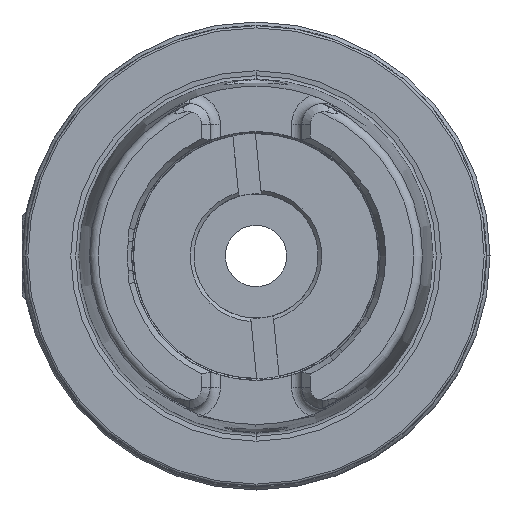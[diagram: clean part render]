
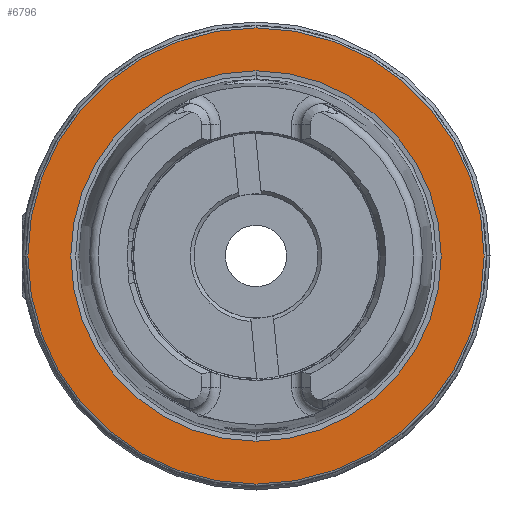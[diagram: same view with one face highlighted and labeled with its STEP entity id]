
A CAD part, left-side view. The second image highlights one B-rep face of the part: STEP entity #6796.
In plain terms, the highlighted planar face has unit normal (-1, 0, 0).
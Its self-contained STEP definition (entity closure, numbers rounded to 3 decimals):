
#54 = CARTESIAN_POINT ( 'NONE',  ( 0., 0., 31.2 ) ) ;
#484 = CARTESIAN_POINT ( 'NONE',  ( 0., 0., 0. ) ) ;
#710 = VERTEX_POINT ( 'NONE', #7477 ) ;
#784 = DIRECTION ( 'NONE',  ( 0., 0., 1. ) ) ;
#829 = DIRECTION ( 'NONE',  ( -1., 0., 0. ) ) ;
#837 = EDGE_CURVE ( 'NONE', #10107, #3701, #5797, .T. ) ;
#870 = CARTESIAN_POINT ( 'NONE',  ( 0., 0., 0. ) ) ;
#904 = AXIS2_PLACEMENT_3D ( 'NONE', #870, #829, #784 ) ;
#1252 = EDGE_CURVE ( 'NONE', #6226, #710, #4655, .T. ) ;
#1336 = DIRECTION ( 'NONE',  ( 0., 0., 1. ) ) ;
#1365 = EDGE_LOOP ( 'NONE', ( #7535, #8146 ) ) ;
#1755 = CIRCLE ( 'NONE', #1844, 31.2 ) ;
#1844 = AXIS2_PLACEMENT_3D ( 'NONE', #10179, #10145, #10116 ) ;
#2029 = CIRCLE ( 'NONE', #8157, 25.324 ) ;
#3306 = AXIS2_PLACEMENT_3D ( 'NONE', #3501, #9053, #4318 ) ;
#3471 = AXIS2_PLACEMENT_3D ( 'NONE', #7796, #7891, #8228 ) ;
#3501 = CARTESIAN_POINT ( 'NONE',  ( 0., 31.2, 0. ) ) ;
#3602 = EDGE_CURVE ( 'NONE', #3701, #10107, #1755, .T. ) ;
#3701 = VERTEX_POINT ( 'NONE', #9427 ) ;
#4318 = DIRECTION ( 'NONE',  ( 0., 0., -1. ) ) ;
#4519 = FACE_OUTER_BOUND ( 'NONE', #6834, .T. ) ;
#4655 = CIRCLE ( 'NONE', #3471, 25.324 ) ;
#5417 = CARTESIAN_POINT ( 'NONE',  ( 0., 0., -25.324 ) ) ;
#5797 = CIRCLE ( 'NONE', #904, 31.2 ) ;
#6214 = DIRECTION ( 'NONE',  ( -1., 0., 0. ) ) ;
#6226 = VERTEX_POINT ( 'NONE', #5417 ) ;
#6796 = ADVANCED_FACE ( 'NONE', ( #8498, #4519 ), #6920, .F. ) ;
#6834 = EDGE_LOOP ( 'NONE', ( #9313, #10110 ) ) ;
#6920 = PLANE ( 'NONE',  #3306 ) ;
#7477 = CARTESIAN_POINT ( 'NONE',  ( 0., 0., 25.324 ) ) ;
#7535 = ORIENTED_EDGE ( 'NONE', *, *, #7879, .F. ) ;
#7796 = CARTESIAN_POINT ( 'NONE',  ( 0., 0., 0. ) ) ;
#7879 = EDGE_CURVE ( 'NONE', #710, #6226, #2029, .T. ) ;
#7891 = DIRECTION ( 'NONE',  ( -1., 0., 0. ) ) ;
#8146 = ORIENTED_EDGE ( 'NONE', *, *, #1252, .F. ) ;
#8157 = AXIS2_PLACEMENT_3D ( 'NONE', #484, #6214, #1336 ) ;
#8228 = DIRECTION ( 'NONE',  ( 0., 0., 1. ) ) ;
#8498 = FACE_BOUND ( 'NONE', #1365, .T. ) ;
#9053 = DIRECTION ( 'NONE',  ( 1., 0., 0. ) ) ;
#9313 = ORIENTED_EDGE ( 'NONE', *, *, #837, .T. ) ;
#9427 = CARTESIAN_POINT ( 'NONE',  ( 0., 0., -31.2 ) ) ;
#10107 = VERTEX_POINT ( 'NONE', #54 ) ;
#10110 = ORIENTED_EDGE ( 'NONE', *, *, #3602, .T. ) ;
#10116 = DIRECTION ( 'NONE',  ( 0., 0., 1. ) ) ;
#10145 = DIRECTION ( 'NONE',  ( -1., 0., 0. ) ) ;
#10179 = CARTESIAN_POINT ( 'NONE',  ( 0., 0., 0. ) ) ;
